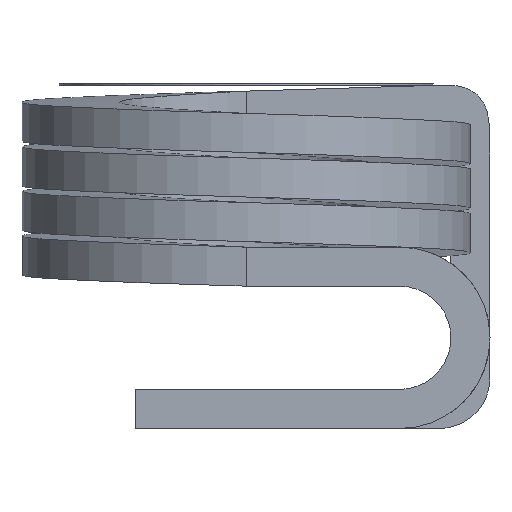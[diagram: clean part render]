
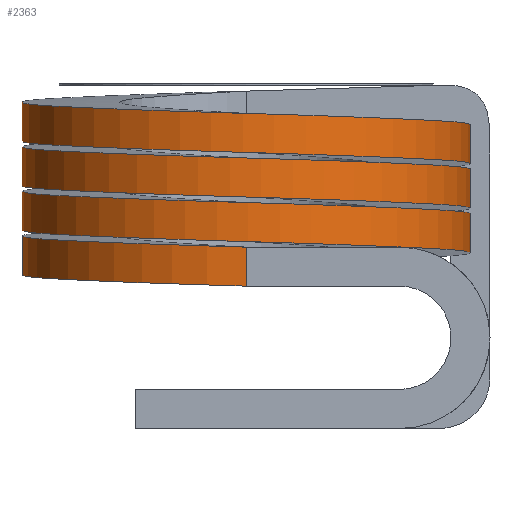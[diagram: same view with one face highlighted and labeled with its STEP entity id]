
A CAD part, left-side view. The second image highlights one B-rep face of the part: STEP entity #2363.
In plain terms, the highlighted cylindrical face has radius 5.75 mm (diameter 11.5 mm), a partial arc.
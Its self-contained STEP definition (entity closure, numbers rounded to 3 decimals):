
#174=(
BOUNDED_CURVE()
B_SPLINE_CURVE(2,(#3061,#3062,#3063,#3064,#3065,#3066,#3067,#3068,#3069,
#3070,#3071,#3072,#3073,#3074,#3075,#3076,#3077,#3078,#3079,#3080,#3081,
#3082,#3083,#3084,#3085,#3086,#3087,#3088,#3089,#3090,#3091,#3092,#3093,
#3094,#3095,#3096,#3097,#3098,#3099,#3100,#3101,#3102,#3103),
 .UNSPECIFIED.,.F.,.F.)
B_SPLINE_CURVE_WITH_KNOTS((3,2,2,2,2,2,2,2,2,2,2,2,2,2,2,2,2,2,2,2,2,3),
(0.,0.042,0.083,0.125,0.167,0.208,
0.25,0.292,0.333,0.375,0.417,0.458,
0.5,0.542,0.583,0.625,0.667,0.708,
0.75,0.792,0.833,0.875),.UNSPECIFIED.)
CURVE()
GEOMETRIC_REPRESENTATION_ITEM()
RATIONAL_B_SPLINE_CURVE((1.,0.866,1.,0.866,1.,0.866,
1.,0.866,1.,0.866,1.,0.866,1.,0.866,
1.,0.866,1.,0.866,1.,0.866,1.,0.866,
1.,0.866,1.,0.866,1.,0.866,1.,0.866,
1.,0.866,1.,0.866,1.,0.866,1.,0.866,
1.,0.866,1.,0.866,1.))
REPRESENTATION_ITEM('')
);
#176=(
BOUNDED_CURVE()
B_SPLINE_CURVE(2,(#3209,#3210,#3211,#3212,#3213,#3214,#3215,#3216,#3217,
#3218,#3219,#3220,#3221,#3222,#3223,#3224,#3225,#3226,#3227,#3228,#3229,
#3230,#3231,#3232,#3233,#3234,#3235,#3236,#3237,#3238,#3239,#3240,#3241,
#3242,#3243,#3244,#3245,#3246,#3247,#3248,#3249,#3250,#3251),
 .UNSPECIFIED.,.F.,.F.)
B_SPLINE_CURVE_WITH_KNOTS((3,2,2,2,2,2,2,2,2,2,2,2,2,2,2,2,2,2,2,2,2,3),
(0.,0.042,0.083,0.125,0.167,0.208,
0.25,0.292,0.333,0.375,0.417,0.458,
0.5,0.542,0.583,0.625,0.667,0.708,
0.75,0.792,0.833,0.875),.UNSPECIFIED.)
CURVE()
GEOMETRIC_REPRESENTATION_ITEM()
RATIONAL_B_SPLINE_CURVE((1.,0.866,1.,0.866,1.,0.866,
1.,0.866,1.,0.866,1.,0.866,1.,0.866,
1.,0.866,1.,0.866,1.,0.866,1.,0.866,
1.,0.866,1.,0.866,1.,0.866,1.,0.866,
1.,0.866,1.,0.866,1.,0.866,1.,0.866,
1.,0.866,1.,0.866,1.))
REPRESENTATION_ITEM('')
);
#197=CYLINDRICAL_SURFACE('',#2480,5.75);
#258=ORIENTED_EDGE('',*,*,#755,.F.);
#259=ORIENTED_EDGE('',*,*,#750,.F.);
#260=ORIENTED_EDGE('',*,*,#730,.T.);
#261=ORIENTED_EDGE('',*,*,#745,.T.);
#730=EDGE_CURVE('',#983,#982,#1147,.T.);
#745=EDGE_CURVE('',#982,#993,#174,.T.);
#750=EDGE_CURVE('',#983,#997,#176,.T.);
#755=EDGE_CURVE('',#997,#993,#1161,.T.);
#982=VERTEX_POINT('',#2902);
#983=VERTEX_POINT('',#2904);
#993=VERTEX_POINT('',#3060);
#997=VERTEX_POINT('',#3252);
#1147=LINE('',#2903,#1250);
#1161=LINE('',#3302,#1264);
#1250=VECTOR('',#2595,1000.);
#1264=VECTOR('',#2629,1000.);
#1352=EDGE_LOOP('',(#258,#259,#260,#261));
#1466=FACE_BOUND('',#1352,.T.);
#2363=ADVANCED_FACE('',(#1466),#197,.T.);
#2480=AXIS2_PLACEMENT_3D('',#3301,#2627,#2628);
#2595=DIRECTION('',(0.,0.,1.));
#2627=DIRECTION('',(0.,0.,-1.));
#2628=DIRECTION('',(1.,0.,0.));
#2629=DIRECTION('',(0.,0.,1.));
#2902=CARTESIAN_POINT('',(5.75,0.,0.5));
#2903=CARTESIAN_POINT('',(5.75,0.,-0.5));
#2904=CARTESIAN_POINT('',(5.75,0.,-0.5));
#3060=CARTESIAN_POINT('',(-5.75,0.,4.5));
#3061=CARTESIAN_POINT('',(5.75,0.,0.5));
#3062=CARTESIAN_POINT('',(5.75,-3.32,0.595));
#3063=CARTESIAN_POINT('',(2.875,-4.98,0.69));
#3064=CARTESIAN_POINT('',(0.,-6.64,0.786));
#3065=CARTESIAN_POINT('',(-2.875,-4.98,0.881));
#3066=CARTESIAN_POINT('',(-5.75,-3.32,0.976));
#3067=CARTESIAN_POINT('',(-5.75,0.,1.071));
#3068=CARTESIAN_POINT('',(-5.75,3.32,1.167));
#3069=CARTESIAN_POINT('',(-2.875,4.98,1.262));
#3070=CARTESIAN_POINT('',(0.,6.64,1.357));
#3071=CARTESIAN_POINT('',(2.875,4.98,1.452));
#3072=CARTESIAN_POINT('',(5.75,3.32,1.548));
#3073=CARTESIAN_POINT('',(5.75,0.,1.643));
#3074=CARTESIAN_POINT('',(5.75,-3.32,1.738));
#3075=CARTESIAN_POINT('',(2.875,-4.98,1.833));
#3076=CARTESIAN_POINT('',(0.,-6.64,1.929));
#3077=CARTESIAN_POINT('',(-2.875,-4.98,2.024));
#3078=CARTESIAN_POINT('',(-5.75,-3.32,2.119));
#3079=CARTESIAN_POINT('',(-5.75,0.,2.214));
#3080=CARTESIAN_POINT('',(-5.75,3.32,2.31));
#3081=CARTESIAN_POINT('',(-2.875,4.98,2.405));
#3082=CARTESIAN_POINT('',(0.,6.64,2.5));
#3083=CARTESIAN_POINT('',(2.875,4.98,2.595));
#3084=CARTESIAN_POINT('',(5.75,3.32,2.69));
#3085=CARTESIAN_POINT('',(5.75,0.,2.786));
#3086=CARTESIAN_POINT('',(5.75,-3.32,2.881));
#3087=CARTESIAN_POINT('',(2.875,-4.98,2.976));
#3088=CARTESIAN_POINT('',(0.,-6.64,3.071));
#3089=CARTESIAN_POINT('',(-2.875,-4.98,3.167));
#3090=CARTESIAN_POINT('',(-5.75,-3.32,3.262));
#3091=CARTESIAN_POINT('',(-5.75,0.,3.357));
#3092=CARTESIAN_POINT('',(-5.75,3.32,3.452));
#3093=CARTESIAN_POINT('',(-2.875,4.98,3.548));
#3094=CARTESIAN_POINT('',(0.,6.64,3.643));
#3095=CARTESIAN_POINT('',(2.875,4.98,3.738));
#3096=CARTESIAN_POINT('',(5.75,3.32,3.833));
#3097=CARTESIAN_POINT('',(5.75,0.,3.929));
#3098=CARTESIAN_POINT('',(5.75,-3.32,4.024));
#3099=CARTESIAN_POINT('',(2.875,-4.98,4.119));
#3100=CARTESIAN_POINT('',(0.,-6.64,4.214));
#3101=CARTESIAN_POINT('',(-2.875,-4.98,4.31));
#3102=CARTESIAN_POINT('',(-5.75,-3.32,4.405));
#3103=CARTESIAN_POINT('',(-5.75,0.,4.5));
#3209=CARTESIAN_POINT('',(5.75,0.,-0.5));
#3210=CARTESIAN_POINT('',(5.75,-3.32,-0.405));
#3211=CARTESIAN_POINT('',(2.875,-4.98,-0.31));
#3212=CARTESIAN_POINT('',(0.,-6.64,-0.214));
#3213=CARTESIAN_POINT('',(-2.875,-4.98,-0.119));
#3214=CARTESIAN_POINT('',(-5.75,-3.32,-0.024));
#3215=CARTESIAN_POINT('',(-5.75,0.,0.071));
#3216=CARTESIAN_POINT('',(-5.75,3.32,0.167));
#3217=CARTESIAN_POINT('',(-2.875,4.98,0.262));
#3218=CARTESIAN_POINT('',(0.,6.64,0.357));
#3219=CARTESIAN_POINT('',(2.875,4.98,0.452));
#3220=CARTESIAN_POINT('',(5.75,3.32,0.548));
#3221=CARTESIAN_POINT('',(5.75,0.,0.643));
#3222=CARTESIAN_POINT('',(5.75,-3.32,0.738));
#3223=CARTESIAN_POINT('',(2.875,-4.98,0.833));
#3224=CARTESIAN_POINT('',(0.,-6.64,0.929));
#3225=CARTESIAN_POINT('',(-2.875,-4.98,1.024));
#3226=CARTESIAN_POINT('',(-5.75,-3.32,1.119));
#3227=CARTESIAN_POINT('',(-5.75,0.,1.214));
#3228=CARTESIAN_POINT('',(-5.75,3.32,1.31));
#3229=CARTESIAN_POINT('',(-2.875,4.98,1.405));
#3230=CARTESIAN_POINT('',(0.,6.64,1.5));
#3231=CARTESIAN_POINT('',(2.875,4.98,1.595));
#3232=CARTESIAN_POINT('',(5.75,3.32,1.69));
#3233=CARTESIAN_POINT('',(5.75,0.,1.786));
#3234=CARTESIAN_POINT('',(5.75,-3.32,1.881));
#3235=CARTESIAN_POINT('',(2.875,-4.98,1.976));
#3236=CARTESIAN_POINT('',(0.,-6.64,2.071));
#3237=CARTESIAN_POINT('',(-2.875,-4.98,2.167));
#3238=CARTESIAN_POINT('',(-5.75,-3.32,2.262));
#3239=CARTESIAN_POINT('',(-5.75,0.,2.357));
#3240=CARTESIAN_POINT('',(-5.75,3.32,2.452));
#3241=CARTESIAN_POINT('',(-2.875,4.98,2.548));
#3242=CARTESIAN_POINT('',(0.,6.64,2.643));
#3243=CARTESIAN_POINT('',(2.875,4.98,2.738));
#3244=CARTESIAN_POINT('',(5.75,3.32,2.833));
#3245=CARTESIAN_POINT('',(5.75,0.,2.929));
#3246=CARTESIAN_POINT('',(5.75,-3.32,3.024));
#3247=CARTESIAN_POINT('',(2.875,-4.98,3.119));
#3248=CARTESIAN_POINT('',(0.,-6.64,3.214));
#3249=CARTESIAN_POINT('',(-2.875,-4.98,3.31));
#3250=CARTESIAN_POINT('',(-5.75,-3.32,3.405));
#3251=CARTESIAN_POINT('',(-5.75,0.,3.5));
#3252=CARTESIAN_POINT('',(-5.75,0.,3.5));
#3301=CARTESIAN_POINT('',(0.,0.,-3.5));
#3302=CARTESIAN_POINT('',(-5.75,0.,3.5));
